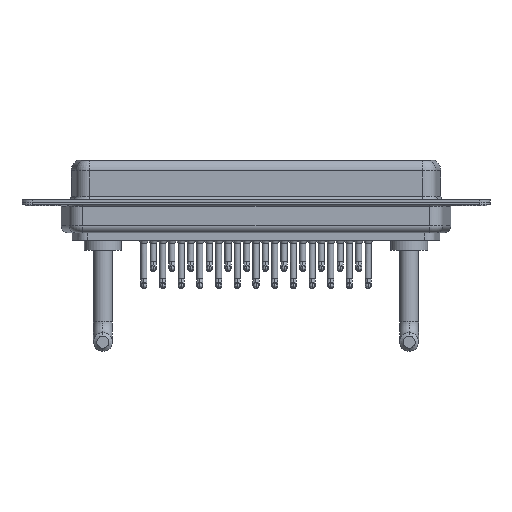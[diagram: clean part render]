
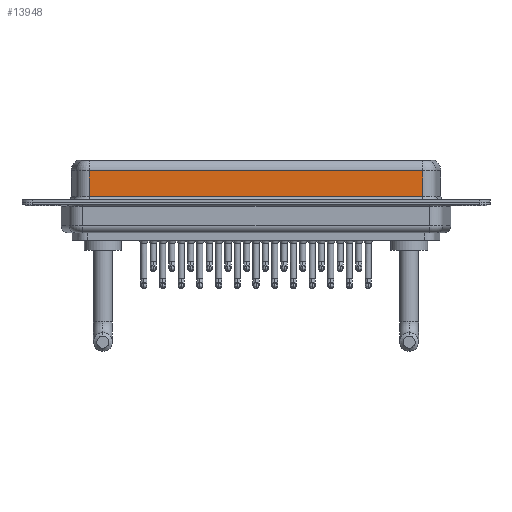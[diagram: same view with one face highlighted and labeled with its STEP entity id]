
A CAD part, front view. The second image highlights one B-rep face of the part: STEP entity #13948.
In plain terms, the highlighted planar face has unit normal (0, -1, 0).
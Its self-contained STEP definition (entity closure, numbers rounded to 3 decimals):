
#378 = ORIENTED_EDGE ( 'NONE', *, *, #22205, .T. ) ;
#658 = ORIENTED_EDGE ( 'NONE', *, *, #723, .F. ) ;
#723 = EDGE_CURVE ( 'NONE', #15338, #3727, #3526, .T. ) ;
#727 = CARTESIAN_POINT ( 'NONE',  ( 56.462, -3.95, 0.9 ) ) ;
#756 = PLANE ( 'NONE',  #8788 ) ;
#1093 = EDGE_CURVE ( 'NONE', #14489, #3727, #1537, .T. ) ;
#1537 = LINE ( 'NONE', #1654, #10625 ) ;
#1654 = CARTESIAN_POINT ( 'NONE',  ( 56.462, -3.95, 0.9 ) ) ;
#2857 = DIRECTION ( 'NONE',  ( 0., 0., -1. ) ) ;
#2950 = DIRECTION ( 'NONE',  ( 0., 0., 1. ) ) ;
#3068 = CARTESIAN_POINT ( 'NONE',  ( 7.038, -3.95, 6.4 ) ) ;
#3268 = DIRECTION ( 'NONE',  ( -1., 0., 0. ) ) ;
#3274 = DIRECTION ( 'NONE',  ( 1., 0., 0. ) ) ;
#3511 = VECTOR ( 'NONE', #10879, 1000. ) ;
#3526 = LINE ( 'NONE', #21362, #3511 ) ;
#3727 = VERTEX_POINT ( 'NONE', #727 ) ;
#4662 = CARTESIAN_POINT ( 'NONE',  ( 56.462, -3.95, 4.65 ) ) ;
#5327 = CARTESIAN_POINT ( 'NONE',  ( 56.462, -3.95, 4.65 ) ) ;
#5389 = EDGE_LOOP ( 'NONE', ( #658, #9275, #378, #11734 ) ) ;
#6497 = VECTOR ( 'NONE', #2857, 1000. ) ;
#7851 = FACE_OUTER_BOUND ( 'NONE', #5389, .T. ) ;
#8322 = EDGE_CURVE ( 'NONE', #15338, #8676, #20751, .T. ) ;
#8676 = VERTEX_POINT ( 'NONE', #17111 ) ;
#8788 = AXIS2_PLACEMENT_3D ( 'NONE', #16832, #20652, #2950 ) ;
#9275 = ORIENTED_EDGE ( 'NONE', *, *, #8322, .T. ) ;
#10625 = VECTOR ( 'NONE', #3274, 1000. ) ;
#10879 = DIRECTION ( 'NONE',  ( 0., 0., -1. ) ) ;
#11734 = ORIENTED_EDGE ( 'NONE', *, *, #1093, .T. ) ;
#13753 = CARTESIAN_POINT ( 'NONE',  ( 7.038, -3.95, 0.9 ) ) ;
#13948 = ADVANCED_FACE ( 'NONE', ( #7851 ), #756, .F. ) ;
#14489 = VERTEX_POINT ( 'NONE', #13753 ) ;
#15338 = VERTEX_POINT ( 'NONE', #5327 ) ;
#15552 = LINE ( 'NONE', #3068, #6497 ) ;
#16101 = VECTOR ( 'NONE', #3268, 1000. ) ;
#16832 = CARTESIAN_POINT ( 'NONE',  ( 56.462, -3.95, 6.4 ) ) ;
#17111 = CARTESIAN_POINT ( 'NONE',  ( 7.038, -3.95, 4.65 ) ) ;
#20652 = DIRECTION ( 'NONE',  ( 0., 1., 0. ) ) ;
#20751 = LINE ( 'NONE', #4662, #16101 ) ;
#21362 = CARTESIAN_POINT ( 'NONE',  ( 56.462, -3.95, 6.4 ) ) ;
#22205 = EDGE_CURVE ( 'NONE', #8676, #14489, #15552, .T. ) ;
